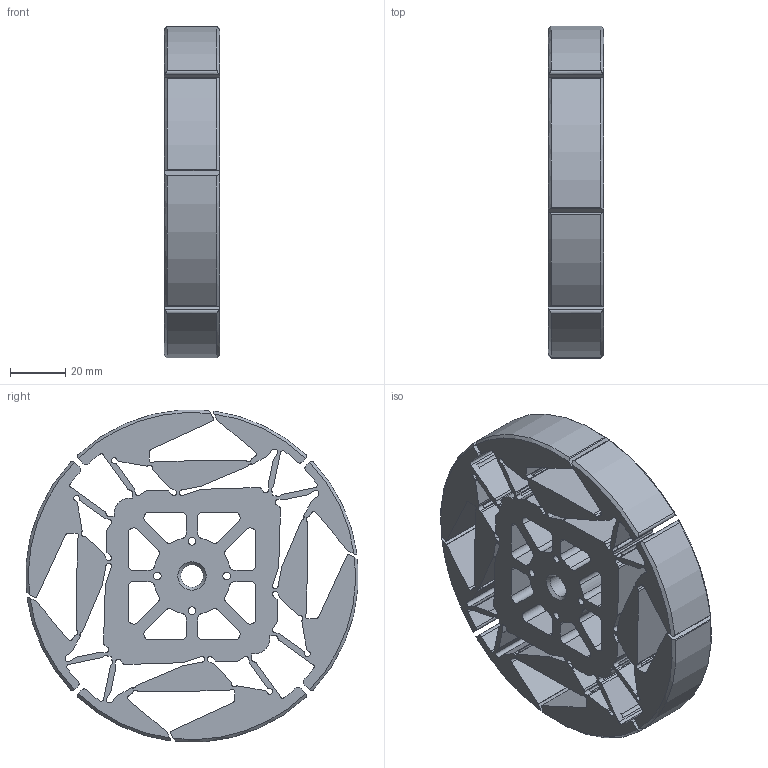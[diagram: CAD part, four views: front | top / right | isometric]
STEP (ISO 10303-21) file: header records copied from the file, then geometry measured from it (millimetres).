
FILE_DESCRIPTION(/* description */ ('STEP AP242','CAx-IF Rec.Pracs.---Representation and Presentation of Product Manufacturing Information (PMI)---4.0---2014-10-13','CAx-IF Rec.Pracs.---3D Tessellated Geometry---0.4---2014-09-14','2;1'),/* implementation_level */ '2;1');
FILE_NAME(/* name */ '663658102676d734c8b70e85',/* time_stamp */ '2024-05-04T15:45:21Z',/* author */ (''),/* organization */ (''),/* preprocessor_version */ 'ST-DEVELOPER v20',/* originating_system */ ' ',/* authorisation */ ' ');
FILE_SCHEMA (('AP242_MANAGED_MODEL_BASED_3D_ENGINEERING_MIM_LF { 1 0 10303 442 1 1 4 }'));
Length unit declared in the file: metre
Products named in the file (1): Part 1
Bounding box: 20 x 119.68 x 119.68 mm (x, y, z)
Volume: 131826.2 mm3; surface area: 54282.6 mm2
Topology: 1 solids, 5 shells, 551 faces, 1681 edges, 1120 vertices
Faces by surface type: cylinder 315, plane 218, cone 18
Full cylindrical faces by diameter (mm): 2.4 x4, 2.8 x4, 8.2 x1
Entity records: 19338 total; most frequent: CARTESIAN_POINT 3518, DIRECTION 3462, ORIENTED_EDGE 3340, EDGE_CURVE 1670, AXIS2_PLACEMENT_3D 1288, VERTEX_POINT 1120, LINE 886, VECTOR 886
